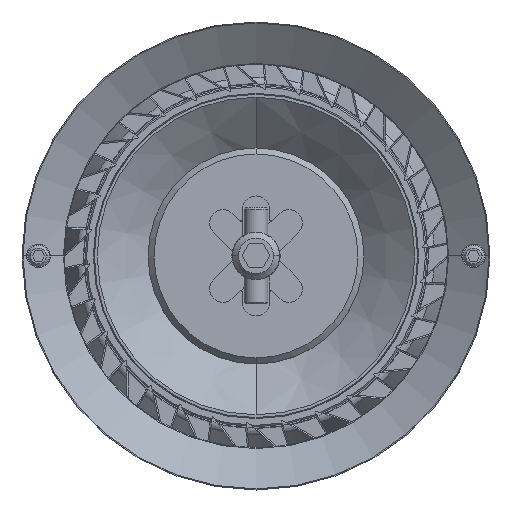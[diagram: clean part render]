
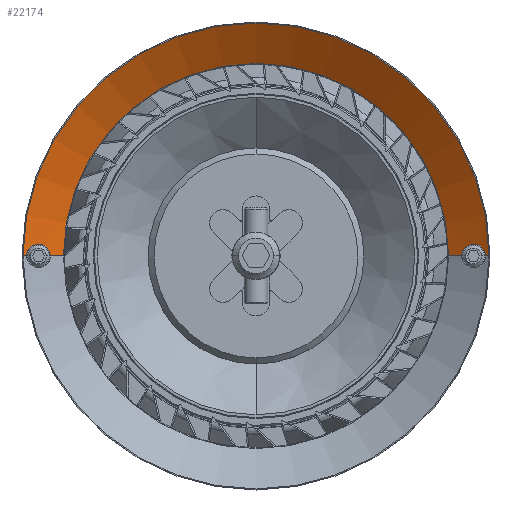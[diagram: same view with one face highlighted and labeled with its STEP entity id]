
A CAD part, top view. The second image highlights one B-rep face of the part: STEP entity #22174.
In plain terms, the highlighted conical face has half-angle 55 degrees and reference radius 56.302 mm.
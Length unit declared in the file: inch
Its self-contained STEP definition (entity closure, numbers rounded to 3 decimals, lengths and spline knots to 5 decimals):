
#21794=CARTESIAN_POINT('',(0.,0.,6.9216));
#21795=DIRECTION('',(0.,0.,1.));
#21796=DIRECTION('',(1.,0.,0.));
#21797=AXIS2_PLACEMENT_3D('',#21794,#21795,#21796);
#21807=CARTESIAN_POINT('',(2.14225,0.,6.72222));
#21809=CARTESIAN_POINT('',(2.38975,0.,6.89552));
#21827=CARTESIAN_POINT('',(-2.38975,0.,6.89552));
#21829=CARTESIAN_POINT('',(-2.14225,0.,6.72222));
#21858=CARTESIAN_POINT('',(2.14225,0.,6.72222));
#21859=CARTESIAN_POINT('',(2.14225,0.00941,6.72222));
#21860=CARTESIAN_POINT('',(2.14444,0.02854,
6.72384));
#21861=CARTESIAN_POINT('',(2.15435,0.05613,
6.73117));
#21862=CARTESIAN_POINT('',(2.17164,0.08219,
6.74386));
#21863=CARTESIAN_POINT('',(2.19661,0.10442,
6.76201));
#21864=CARTESIAN_POINT('',(2.22917,0.12,
6.78534));
#21865=CARTESIAN_POINT('',(2.25343,0.12375,6.80244));
#21866=CARTESIAN_POINT('',(2.266,0.12375,6.81123));
#21868=DIRECTION('',(0.819,0.,0.574));
#21869=VECTOR('',#21868,0.16603);
#21870=CARTESIAN_POINT('',(2.00625,0.,6.62699));
#21871=LINE('',#21870,#21869);
#21872=CARTESIAN_POINT('',(0.,0.,6.62699));
#21873=DIRECTION('',(0.,0.,1.));
#21874=DIRECTION('',(1.,0.,0.));
#21875=AXIS2_PLACEMENT_3D('',#21872,#21873,#21874);
#21877=CARTESIAN_POINT('',(0.,0.,6.62699));
#21878=DIRECTION('',(0.,0.,1.));
#21879=DIRECTION('',(0.,1.,0.));
#21880=AXIS2_PLACEMENT_3D('',#21877,#21878,#21879);
#21882=DIRECTION('',(-0.819,0.,0.574));
#21883=VECTOR('',#21882,0.16603);
#21884=CARTESIAN_POINT('',(-2.00625,0.,6.62699));
#21885=LINE('',#21884,#21883);
#21886=CARTESIAN_POINT('',(-2.266,0.12375,6.81123));
#21887=CARTESIAN_POINT('',(-2.25371,0.12375,6.80264));
#21888=CARTESIAN_POINT('',(-2.22983,0.12017,
6.78581));
#21889=CARTESIAN_POINT('',(-2.19715,0.10481,
6.76239));
#21890=CARTESIAN_POINT('',(-2.17174,0.08237,
6.74393));
#21891=CARTESIAN_POINT('',(-2.15421,0.05591,
6.73106));
#21892=CARTESIAN_POINT('',(-2.14434,0.02811,
6.72377));
#21893=CARTESIAN_POINT('',(-2.14225,0.00922,6.72222));
#21894=CARTESIAN_POINT('',(-2.14225,0.,6.72222));
#21896=CARTESIAN_POINT('',(-2.38975,0.,6.89552));
#21897=CARTESIAN_POINT('',(-2.38975,0.00967,6.89552));
#21898=CARTESIAN_POINT('',(-2.38745,0.02923,
6.894));
#21899=CARTESIAN_POINT('',(-2.37709,0.05728,
6.8871));
#21900=CARTESIAN_POINT('',(-2.35948,0.08317,
6.87532));
#21901=CARTESIAN_POINT('',(-2.33452,0.10493,
6.85848));
#21902=CARTESIAN_POINT('',(-2.30252,0.12004,
6.83663));
#21903=CARTESIAN_POINT('',(-2.27846,0.12375,6.81995));
#21904=CARTESIAN_POINT('',(-2.266,0.12375,6.81123));
#21906=DIRECTION('',(-0.819,0.,0.574));
#21907=VECTOR('',#21906,0.04547);
#21908=CARTESIAN_POINT('',(-2.38975,0.,6.89552));
#21909=LINE('',#21908,#21907);
#21910=DIRECTION('',(0.819,0.,0.574));
#21911=VECTOR('',#21910,0.04547);
#21912=CARTESIAN_POINT('',(2.38975,0.,6.89552));
#21913=LINE('',#21912,#21911);
#21914=CARTESIAN_POINT('',(2.266,0.12375,6.81123));
#21915=CARTESIAN_POINT('',(2.27824,0.12375,6.81979));
#21916=CARTESIAN_POINT('',(2.30202,0.12018,
6.83628));
#21917=CARTESIAN_POINT('',(2.33425,0.10514,
6.85829));
#21918=CARTESIAN_POINT('',(2.35954,0.08316,
6.87536));
#21919=CARTESIAN_POINT('',(2.37729,0.05693,
6.88724));
#21920=CARTESIAN_POINT('',(2.38755,0.02878,
6.89406));
#21921=CARTESIAN_POINT('',(2.38975,0.00947,6.89552));
#21922=CARTESIAN_POINT('',(2.38975,0.,6.89552));
#21959=CARTESIAN_POINT('',(-2.427,0.,6.9216));
#21960=CARTESIAN_POINT('',(2.427,0.,6.9216));
#21961=VERTEX_POINT('',#21959);
#21962=VERTEX_POINT('',#21960);
#21963=CARTESIAN_POINT('',(-2.00625,0.,6.62699));
#21965=VERTEX_POINT('',#21963);
#21967=CARTESIAN_POINT('',(0.,2.00625,6.62699));
#21968=VERTEX_POINT('',#21967);
#21969=CARTESIAN_POINT('',(2.00625,0.,6.62699));
#21970=VERTEX_POINT('',#21969);
#21984=VERTEX_POINT('',#21827);
#21985=VERTEX_POINT('',#21829);
#21986=VERTEX_POINT('',#21904);
#21992=VERTEX_POINT('',#21807);
#21993=VERTEX_POINT('',#21809);
#21994=VERTEX_POINT('',#21866);
#22151=CARTESIAN_POINT('',(0.,0.,6.7743));
#22152=DIRECTION('',(0.,0.,1.));
#22153=DIRECTION('',(-1.,0.,0.));
#22154=AXIS2_PLACEMENT_3D('',#22151,#22152,#22153);
#22155=CONICAL_SURFACE('',#22154,2.21663,55.);
#22156=ORIENTED_EDGE('',*,*,#22140,.F.);
#22157=ORIENTED_EDGE('',*,*,#22129,.F.);
#22159=ORIENTED_EDGE('',*,*,#22158,.T.);
#22161=ORIENTED_EDGE('',*,*,#22160,.T.);
#22162=ORIENTED_EDGE('',*,*,#22123,.T.);
#22164=ORIENTED_EDGE('',*,*,#22163,.F.);
#22166=ORIENTED_EDGE('',*,*,#22165,.F.);
#22167=ORIENTED_EDGE('',*,*,#22117,.T.);
#22168=ORIENTED_EDGE('',*,*,#22100,.F.);
#22169=ORIENTED_EDGE('',*,*,#22114,.F.);
#22171=ORIENTED_EDGE('',*,*,#22170,.F.);
#22172=EDGE_LOOP('',(#22156,#22157,#22159,#22161,#22162,#22164,#22166,#22167,
#22168,#22169,#22171));
#22173=FACE_OUTER_BOUND('',#22172,.F.);
#21798=CIRCLE('',#21797,2.427);
#21867=B_SPLINE_CURVE_WITH_KNOTS('',3,(#21858,#21859,#21860,#21861,#21862,
#21863,#21864,#21865,#21866),.UNSPECIFIED.,.F.,.F.,(4,1,1,1,1,1,4),(0.,
0.16667,0.33333,0.5,0.66667,0.83333,
1.),.UNSPECIFIED.);
#21876=CIRCLE('',#21875,2.00625);
#21881=CIRCLE('',#21880,2.00625);
#21895=B_SPLINE_CURVE_WITH_KNOTS('',3,(#21886,#21887,#21888,#21889,#21890,
#21891,#21892,#21893,#21894),.UNSPECIFIED.,.F.,.F.,(4,1,1,1,1,1,4),(0.,
0.16667,0.33333,0.5,0.66667,0.83333,
1.),.UNSPECIFIED.);
#21905=B_SPLINE_CURVE_WITH_KNOTS('',3,(#21896,#21897,#21898,#21899,#21900,
#21901,#21902,#21903,#21904),.UNSPECIFIED.,.F.,.F.,(4,1,1,1,1,1,4),(0.,
0.16667,0.33333,0.5,0.66667,0.83333,
1.),.UNSPECIFIED.);
#21923=B_SPLINE_CURVE_WITH_KNOTS('',3,(#21914,#21915,#21916,#21917,#21918,
#21919,#21920,#21921,#21922),.UNSPECIFIED.,.F.,.F.,(4,1,1,1,1,1,4),(0.,
0.16667,0.33333,0.5,0.66667,0.83333,
1.),.UNSPECIFIED.);
#22100=EDGE_CURVE('',#21962,#21961,#21798,.T.);
#22114=EDGE_CURVE('',#21993,#21962,#21913,.T.);
#22117=EDGE_CURVE('',#21984,#21961,#21909,.T.);
#22123=EDGE_CURVE('',#21965,#21985,#21885,.T.);
#22129=EDGE_CURVE('',#21970,#21992,#21871,.T.);
#22140=EDGE_CURVE('',#21992,#21994,#21867,.T.);
#22158=EDGE_CURVE('',#21970,#21968,#21876,.T.);
#22160=EDGE_CURVE('',#21968,#21965,#21881,.T.);
#22163=EDGE_CURVE('',#21986,#21985,#21895,.T.);
#22165=EDGE_CURVE('',#21984,#21986,#21905,.T.);
#22170=EDGE_CURVE('',#21994,#21993,#21923,.T.);
#22174=ADVANCED_FACE('',(#22173),#22155,.F.);
